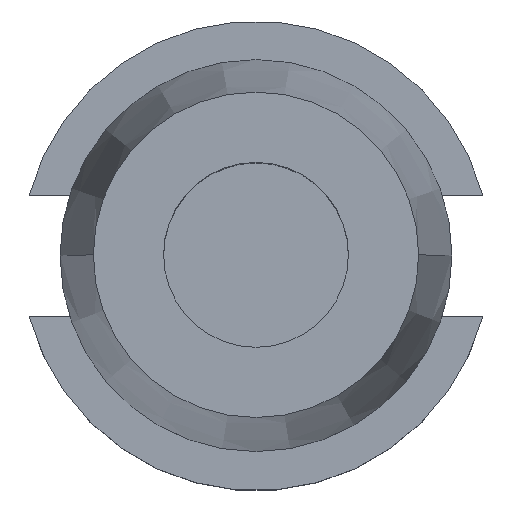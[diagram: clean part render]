
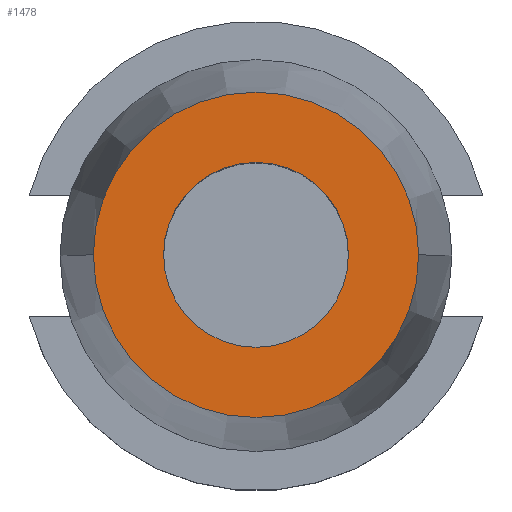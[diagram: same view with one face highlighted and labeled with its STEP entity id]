
A CAD part, top view. The second image highlights one B-rep face of the part: STEP entity #1478.
In plain terms, the highlighted planar face has unit normal (0, 0, 1).
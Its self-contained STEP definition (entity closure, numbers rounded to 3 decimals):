
#75 = CARTESIAN_POINT ( 'NONE',  ( -12.5, 0., 101.6 ) ) ;
#78 = CIRCLE ( 'NONE', #1230, 12.5 ) ;
#79 = CARTESIAN_POINT ( 'NONE',  ( 12.5, 0., 101.6 ) ) ;
#141 = PLANE ( 'NONE',  #1527 ) ;
#148 = CIRCLE ( 'NONE', #808, 22. ) ;
#477 = CARTESIAN_POINT ( 'NONE',  ( 0., 0., 101.6 ) ) ;
#556 = EDGE_CURVE ( 'NONE', #1354, #588, #1621, .T. ) ;
#571 = DIRECTION ( 'NONE',  ( 0., 0., -1. ) ) ;
#588 = VERTEX_POINT ( 'NONE', #75 ) ;
#598 = DIRECTION ( 'NONE',  ( 1., 0., 0. ) ) ;
#603 = CIRCLE ( 'NONE', #1559, 22. ) ;
#613 = DIRECTION ( 'NONE',  ( -1., 0., 0. ) ) ;
#617 = DIRECTION ( 'NONE',  ( 0., 0., -1. ) ) ;
#628 = ORIENTED_EDGE ( 'NONE', *, *, #671, .T. ) ;
#633 = CARTESIAN_POINT ( 'NONE',  ( 0., 0., 101.6 ) ) ;
#649 = DIRECTION ( 'NONE',  ( -1., 0., 0. ) ) ;
#671 = EDGE_CURVE ( 'NONE', #811, #920, #148, .T. ) ;
#701 = FACE_BOUND ( 'NONE', #1286, .T. ) ;
#734 = CARTESIAN_POINT ( 'NONE',  ( 22., 0., 101.6 ) ) ;
#808 = AXIS2_PLACEMENT_3D ( 'NONE', #477, #1395, #598 ) ;
#811 = VERTEX_POINT ( 'NONE', #902 ) ;
#902 = CARTESIAN_POINT ( 'NONE',  ( -22., 0., 101.6 ) ) ;
#920 = VERTEX_POINT ( 'NONE', #734 ) ;
#1015 = ORIENTED_EDGE ( 'NONE', *, *, #1318, .T. ) ;
#1056 = FACE_OUTER_BOUND ( 'NONE', #1277, .T. ) ;
#1077 = ORIENTED_EDGE ( 'NONE', *, *, #556, .T. ) ;
#1188 = ORIENTED_EDGE ( 'NONE', *, *, #1635, .T. ) ;
#1230 = AXIS2_PLACEMENT_3D ( 'NONE', #633, #617, #613 ) ;
#1277 = EDGE_LOOP ( 'NONE', ( #628, #1015 ) ) ;
#1286 = EDGE_LOOP ( 'NONE', ( #1188, #1077 ) ) ;
#1311 = DIRECTION ( 'NONE',  ( 0., 0., 1. ) ) ;
#1318 = EDGE_CURVE ( 'NONE', #920, #811, #603, .T. ) ;
#1326 = DIRECTION ( 'NONE',  ( 1., 0., 0. ) ) ;
#1354 = VERTEX_POINT ( 'NONE', #79 ) ;
#1395 = DIRECTION ( 'NONE',  ( 0., 0., 1. ) ) ;
#1478 = ADVANCED_FACE ( 'NONE', ( #701, #1056 ), #141, .F. ) ;
#1482 = DIRECTION ( 'NONE',  ( -1., 0., 0. ) ) ;
#1527 = AXIS2_PLACEMENT_3D ( 'NONE', #1568, #1632, #649 ) ;
#1559 = AXIS2_PLACEMENT_3D ( 'NONE', #1640, #1311, #1326 ) ;
#1568 = CARTESIAN_POINT ( 'NONE',  ( 0., 22., 101.6 ) ) ;
#1600 = CARTESIAN_POINT ( 'NONE',  ( 0., 0., 101.6 ) ) ;
#1616 = AXIS2_PLACEMENT_3D ( 'NONE', #1600, #571, #1482 ) ;
#1621 = CIRCLE ( 'NONE', #1616, 12.5 ) ;
#1632 = DIRECTION ( 'NONE',  ( 0., 0., -1. ) ) ;
#1635 = EDGE_CURVE ( 'NONE', #588, #1354, #78, .T. ) ;
#1640 = CARTESIAN_POINT ( 'NONE',  ( 0., 0., 101.6 ) ) ;
